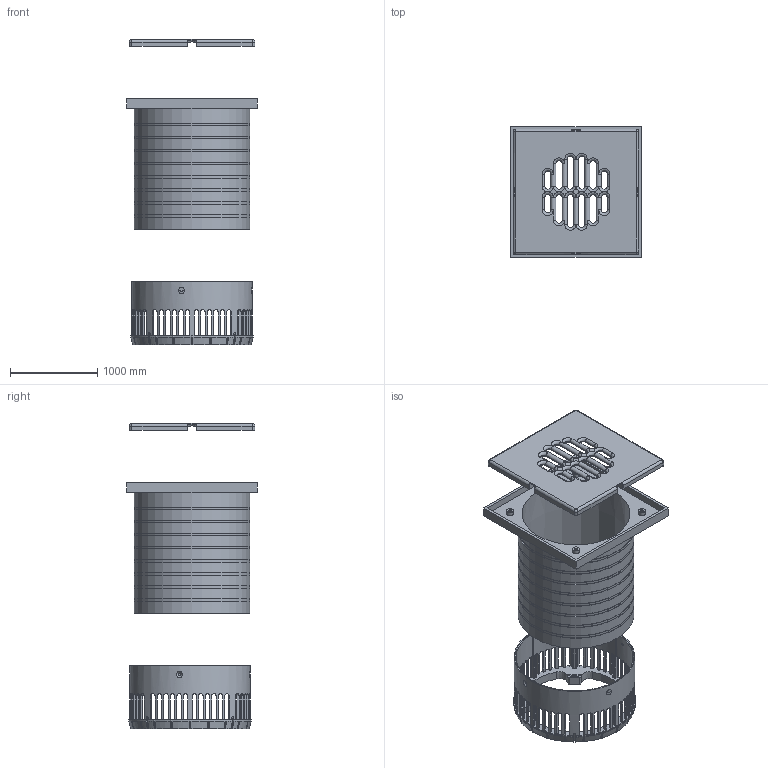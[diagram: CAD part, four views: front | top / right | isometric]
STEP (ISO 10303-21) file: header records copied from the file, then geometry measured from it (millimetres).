
FILE_DESCRIPTION(/* description */ (''),/* implementation_level */ '2;1');
FILE_NAME(/* name */ '20424.100X_3D.stp',/* time_stamp */ '2024-12-12T07:56:49+01:00',/* author */ ('CAD'),/* organization */ (''),/* preprocessor_version */ 'ST-DEVELOPER v20',/* originating_system */ 'AutoCAD Mechanical',/* authorisation */ '');
FILE_SCHEMA (('AUTOMOTIVE_DESIGN { 1 0 10303 214 3 1 1 }'));
Products named in the file (2): Product; *S0
Assembly tree (1 placements, depth 2):
  Product
    *S0
Bounding box: 1500 x 1500 x 3500 mm (x, y, z)
Volume: 335709763.8 mm3; surface area: 25883261.7 mm2
Topology: 3 solids, 3 shells, 1444 faces, 3919 edges, 2420 vertices
Faces by surface type: cylinder 477, plane 401, bspline 312, torus 161, cone 53, sphere 40
Full cylindrical faces by diameter (mm): 35 x4, 80 x4, 1320 x8, 1330 x9, 1342.5 x1, 1382.5 x1
Entity records: 56186 total; most frequent: CARTESIAN_POINT 20724, ORIENTED_EDGE 7778, DIRECTION 7322, EDGE_CURVE 3889, AXIS2_PLACEMENT_3D 2937, VERTEX_POINT 2416, EDGE_LOOP 1541, LINE 1448
